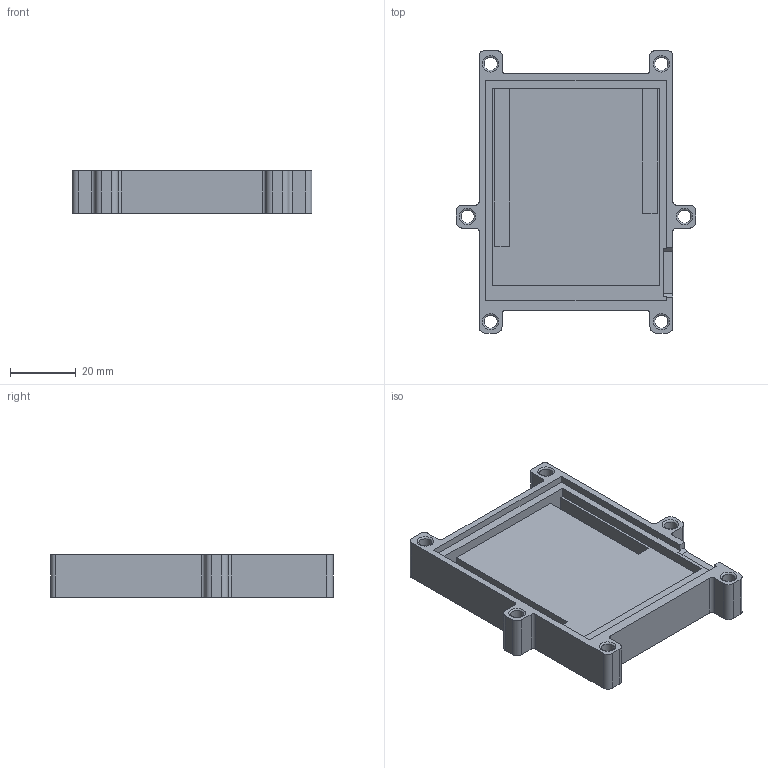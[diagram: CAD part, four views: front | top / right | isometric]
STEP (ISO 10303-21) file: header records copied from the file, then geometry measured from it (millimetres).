
FILE_DESCRIPTION(/* description */ (''),/* implementation_level */ '2;1');
FILE_NAME(/* name */ 'SPI_antenne.step',/* time_stamp */ '2023-04-02T00:25:03+02:00',/* author */ (''),/* organization */ (''),/* preprocessor_version */ 'ST-DEVELOPER v19.2',/* originating_system */ 'Autodesk Translation Framework v11.17.0.187',/* authorisation */ '');
FILE_SCHEMA (('AUTOMOTIVE_DESIGN { 1 0 10303 214 3 1 1 }'));
Length unit declared in the file: millimetre
Products named in the file (1): SPI_antenne
Bounding box: 73 x 86 x 13 mm (x, y, z)
Volume: 37951.8 mm3; surface area: 16653.5 mm2
Topology: 1 solids, 1 shells, 79 faces, 227 edges, 151 vertices
Faces by surface type: plane 47, cylinder 26, torus 6
Full cylindrical faces by diameter (mm): 4 x6
Entity records: 2673 total; most frequent: CARTESIAN_POINT 458, DIRECTION 456, ORIENTED_EDGE 454, EDGE_CURVE 227, LINE 158, VECTOR 158, VERTEX_POINT 151, AXIS2_PLACEMENT_3D 149
